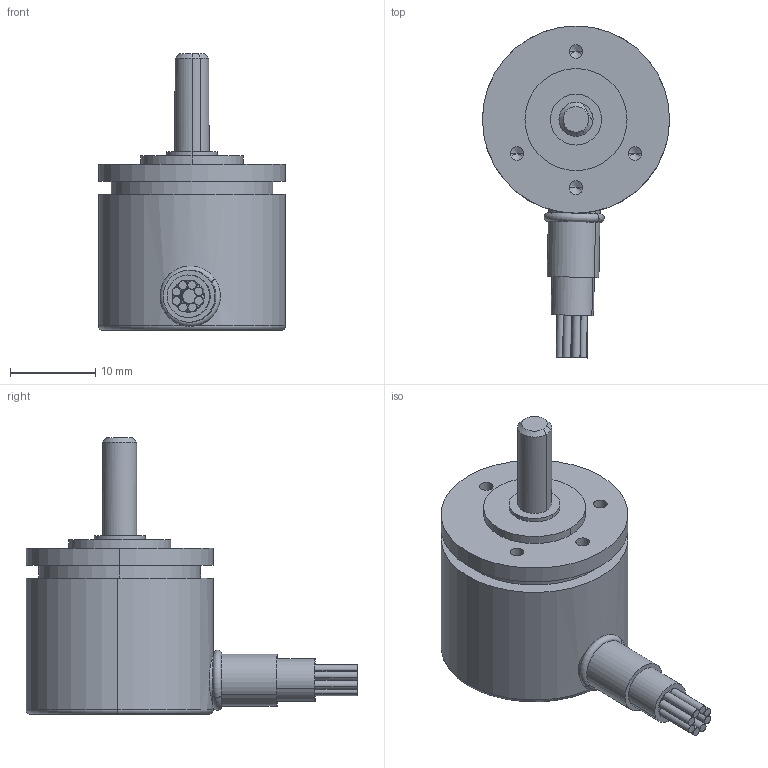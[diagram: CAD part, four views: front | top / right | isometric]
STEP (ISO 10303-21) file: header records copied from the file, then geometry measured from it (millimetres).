
FILE_DESCRIPTION((''),'2;1');
FILE_NAME('QY2204','2020-10-06T21:52:46',('Administrator'),(''),'CREO PARAMETRIC BY PTC INC, 2016390','CREO PARAMETRIC BY PTC INC, 2016390','');
FILE_SCHEMA(('CONFIG_CONTROL_DESIGN'));
Length unit declared in the file: millimetre
Products named in the file (1): QY2204
Bounding box: 22 x 39 x 32.5 mm (x, y, z)
Volume: 6482.6 mm3; surface area: 4622 mm2
Topology: 1 solids, 4 shells, 410 faces, 1181 edges, 792 vertices
Faces by surface type: bspline 168, plane 147, cylinder 81, cone 10, torus 4
Entity records: 20866 total; most frequent: CARTESIAN_POINT 11628, ORIENTED_EDGE 2346, DIRECTION 1205, EDGE_CURVE 1173, VERTEX_POINT 792, B_SPLINE_CURVE_WITH_KNOTS 604, EDGE_LOOP 433, VECTOR 417
